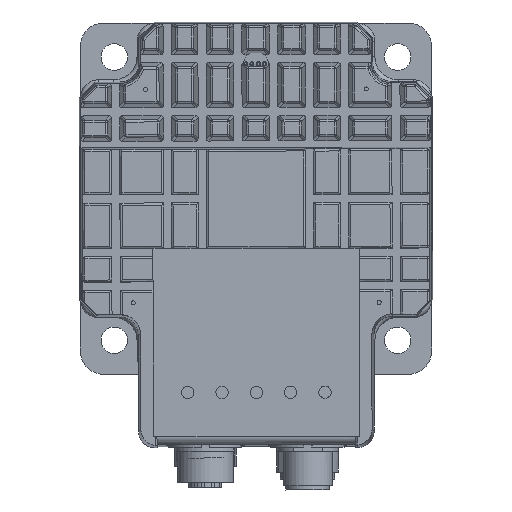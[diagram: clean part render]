
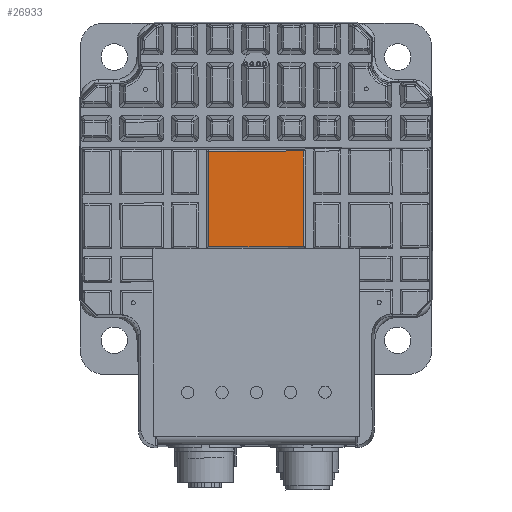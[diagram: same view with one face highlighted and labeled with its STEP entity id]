
A CAD part, front view. The second image highlights one B-rep face of the part: STEP entity #26933.
In plain terms, the highlighted planar face has unit normal (0, -1, 0).
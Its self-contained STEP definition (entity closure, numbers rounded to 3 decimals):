
#816=PLANE('',#28688);
#1836=LINE('',#39166,#3446);
#1837=LINE('',#39169,#3447);
#1838=LINE('',#39171,#3448);
#1839=LINE('',#39173,#3449);
#1840=LINE('',#39175,#3450);
#3446=VECTOR('',#32641,1000.);
#3447=VECTOR('',#32642,1000.);
#3448=VECTOR('',#32643,1000.);
#3449=VECTOR('',#32644,1000.);
#3450=VECTOR('',#32645,1000.);
#6147=ORIENTED_EDGE('',*,*,#11201,.T.);
#6148=ORIENTED_EDGE('',*,*,#11202,.T.);
#6149=ORIENTED_EDGE('',*,*,#11203,.T.);
#6150=ORIENTED_EDGE('',*,*,#11204,.T.);
#6151=ORIENTED_EDGE('',*,*,#11205,.T.);
#11201=EDGE_CURVE('',#13758,#13759,#1836,.T.);
#11202=EDGE_CURVE('',#13759,#13760,#1837,.T.);
#11203=EDGE_CURVE('',#13760,#13761,#1838,.T.);
#11204=EDGE_CURVE('',#13761,#13762,#1839,.T.);
#11205=EDGE_CURVE('',#13762,#13758,#1840,.T.);
#13758=VERTEX_POINT('',#39167);
#13759=VERTEX_POINT('',#39168);
#13760=VERTEX_POINT('',#39170);
#13761=VERTEX_POINT('',#39172);
#13762=VERTEX_POINT('',#39174);
#16291=EDGE_LOOP('',(#6147,#6148,#6149,#6150,#6151));
#17914=FACE_BOUND('',#16291,.T.);
#26933=ADVANCED_FACE('',(#17914),#816,.T.);
#28688=AXIS2_PLACEMENT_3D('',#39165,#32639,#32640);
#32639=DIRECTION('',(0.,-1.,0.));
#32640=DIRECTION('',(-1.,0.,-0.002));
#32641=DIRECTION('',(-1.,0.,-0.002));
#32642=DIRECTION('',(-1.,0.,-0.002));
#32643=DIRECTION('',(0.002,0.,-1.));
#32644=DIRECTION('',(1.,0.,0.002));
#32645=DIRECTION('',(-0.002,0.,1.));
#39165=CARTESIAN_POINT('',(-27.862,-114.5,-6.383));
#39166=CARTESIAN_POINT('',(-0.03,-114.5,11.717));
#39167=CARTESIAN_POINT('',(11.614,-114.5,11.739));
#39168=CARTESIAN_POINT('',(-0.03,-114.5,11.717));
#39169=CARTESIAN_POINT('',(-11.674,-114.5,11.695));
#39170=CARTESIAN_POINT('',(-11.674,-114.5,11.695));
#39171=CARTESIAN_POINT('',(-11.629,-114.5,-12.141));
#39172=CARTESIAN_POINT('',(-11.63,-114.5,-11.677));
#39173=CARTESIAN_POINT('',(12.158,-114.5,-11.632));
#39174=CARTESIAN_POINT('',(11.658,-114.5,-11.633));
#39175=CARTESIAN_POINT('',(11.613,-114.5,12.172));
